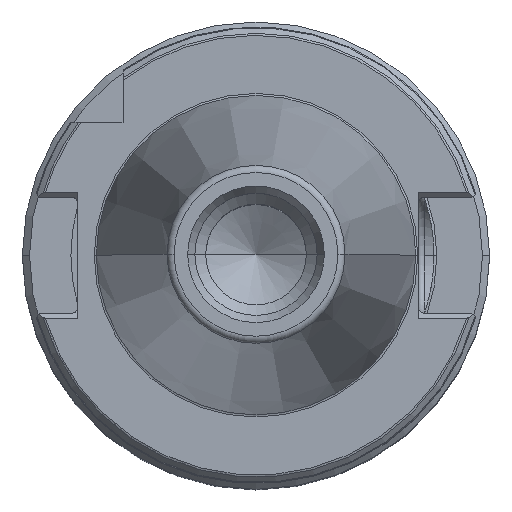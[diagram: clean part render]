
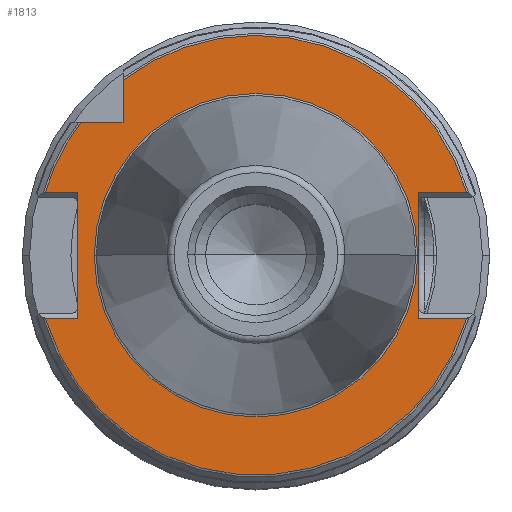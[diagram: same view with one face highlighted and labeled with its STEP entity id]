
A CAD part, top view. The second image highlights one B-rep face of the part: STEP entity #1813.
In plain terms, the highlighted planar face has unit normal (0, 0, 1).
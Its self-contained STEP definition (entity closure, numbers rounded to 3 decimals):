
#11 = ORIENTED_EDGE ( 'NONE', *, *, #1782, .T. ) ;
#19 = DIRECTION ( 'NONE',  ( 0., 0., 1. ) ) ;
#129 = VERTEX_POINT ( 'NONE', #1642 ) ;
#164 = LINE ( 'NONE', #1337, #2680 ) ;
#169 = CARTESIAN_POINT ( 'NONE',  ( 0., 0., -3.2 ) ) ;
#175 = DIRECTION ( 'NONE',  ( -1., 0., 0. ) ) ;
#187 = LINE ( 'NONE', #2357, #3684 ) ;
#191 = ORIENTED_EDGE ( 'NONE', *, *, #3428, .T. ) ;
#227 = ORIENTED_EDGE ( 'NONE', *, *, #689, .T. ) ;
#234 = ORIENTED_EDGE ( 'NONE', *, *, #285, .F. ) ;
#285 = EDGE_CURVE ( 'NONE', #2132, #767, #2557, .T. ) ;
#296 = VERTEX_POINT ( 'NONE', #3362 ) ;
#299 = VERTEX_POINT ( 'NONE', #3084 ) ;
#316 = DIRECTION ( 'NONE',  ( 1., 0., 0. ) ) ;
#332 = CIRCLE ( 'NONE', #1391, 30.584 ) ;
#458 = DIRECTION ( 'NONE',  ( 1., 0., 0. ) ) ;
#465 = CARTESIAN_POINT ( 'NONE',  ( 0., 18.5, -3.2 ) ) ;
#517 = LINE ( 'NONE', #465, #3437 ) ;
#574 = DIRECTION ( 'NONE',  ( 0., 1., 0. ) ) ;
#583 = DIRECTION ( 'NONE',  ( 0., 0., 1. ) ) ;
#615 = AXIS2_PLACEMENT_3D ( 'NONE', #2922, #1179, #3204 ) ;
#689 = EDGE_CURVE ( 'NONE', #961, #2940, #3615, .T. ) ;
#692 = VERTEX_POINT ( 'NONE', #2533 ) ;
#733 = VECTOR ( 'NONE', #1318, 1000. ) ;
#767 = VERTEX_POINT ( 'NONE', #2463 ) ;
#782 = DIRECTION ( 'NONE',  ( -1., 0., 0. ) ) ;
#812 = EDGE_CURVE ( 'NONE', #299, #3246, #2309, .T. ) ;
#844 = AXIS2_PLACEMENT_3D ( 'NONE', #169, #2202, #458 ) ;
#846 = CARTESIAN_POINT ( 'NONE',  ( -18.5, 18.5, -3.2 ) ) ;
#876 = ORIENTED_EDGE ( 'NONE', *, *, #1853, .T. ) ;
#886 = PLANE ( 'NONE',  #1594 ) ;
#932 = EDGE_CURVE ( 'NONE', #2899, #692, #1357, .T. ) ;
#950 = CARTESIAN_POINT ( 'NONE',  ( -29.306, 8.75, -3.2 ) ) ;
#961 = VERTEX_POINT ( 'NONE', #2703 ) ;
#1110 = DIRECTION ( 'NONE',  ( 0., 0., 1. ) ) ;
#1132 = CARTESIAN_POINT ( 'NONE',  ( 29.306, -8.75, -3.2 ) ) ;
#1137 = CARTESIAN_POINT ( 'NONE',  ( -24.8, -8.05, -3.2 ) ) ;
#1172 = ORIENTED_EDGE ( 'NONE', *, *, #812, .F. ) ;
#1179 = DIRECTION ( 'NONE',  ( 0., 0., 1. ) ) ;
#1216 = VECTOR ( 'NONE', #1364, 1000. ) ;
#1318 = DIRECTION ( 'NONE',  ( -1., 0., 0. ) ) ;
#1337 = CARTESIAN_POINT ( 'NONE',  ( -18.5, 0., -3.2 ) ) ;
#1357 = LINE ( 'NONE', #3401, #2810 ) ;
#1364 = DIRECTION ( 'NONE',  ( 1., 0., 0. ) ) ;
#1391 = AXIS2_PLACEMENT_3D ( 'NONE', #2329, #583, #2629 ) ;
#1450 = CARTESIAN_POINT ( 'NONE',  ( 29.306, 8.75, -3.2 ) ) ;
#1458 = CARTESIAN_POINT ( 'NONE',  ( 22.6, -8.05, -3.2 ) ) ;
#1504 = LINE ( 'NONE', #3051, #733 ) ;
#1528 = ORIENTED_EDGE ( 'NONE', *, *, #2433, .T. ) ;
#1589 = EDGE_CURVE ( 'NONE', #2132, #296, #1504, .T. ) ;
#1594 = AXIS2_PLACEMENT_3D ( 'NONE', #3218, #19, #2047 ) ;
#1642 = CARTESIAN_POINT ( 'NONE',  ( -24.355, 18.5, -3.2 ) ) ;
#1648 = FACE_OUTER_BOUND ( 'NONE', #2982, .T. ) ;
#1658 = ORIENTED_EDGE ( 'NONE', *, *, #2574, .T. ) ;
#1684 = VECTOR ( 'NONE', #3642, 1000. ) ;
#1685 = DIRECTION ( 'NONE',  ( 0., 0., 1. ) ) ;
#1782 = EDGE_CURVE ( 'NONE', #296, #2899, #2519, .T. ) ;
#1812 = ORIENTED_EDGE ( 'NONE', *, *, #1589, .T. ) ;
#1813 = ADVANCED_FACE ( 'NONE', ( #1648, #3108 ), #886, .T. ) ;
#1838 = CARTESIAN_POINT ( 'NONE',  ( -18.5, 24.355, -3.2 ) ) ;
#1853 = EDGE_CURVE ( 'NONE', #2278, #767, #187, .T. ) ;
#1917 = DIRECTION ( 'NONE',  ( 0., -1., 0. ) ) ;
#2034 = AXIS2_PLACEMENT_3D ( 'NONE', #2847, #1110, #3138 ) ;
#2047 = DIRECTION ( 'NONE',  ( 1., 0., 0. ) ) ;
#2124 = EDGE_CURVE ( 'NONE', #692, #961, #3152, .T. ) ;
#2132 = VERTEX_POINT ( 'NONE', #2631 ) ;
#2202 = DIRECTION ( 'NONE',  ( 0., 0., 1. ) ) ;
#2214 = CIRCLE ( 'NONE', #3689, 22.5 ) ;
#2278 = VERTEX_POINT ( 'NONE', #950 ) ;
#2296 = CARTESIAN_POINT ( 'NONE',  ( 22.5, 0., -3.2 ) ) ;
#2309 = CIRCLE ( 'NONE', #844, 22.5 ) ;
#2329 = CARTESIAN_POINT ( 'NONE',  ( 0., 0., -3.2 ) ) ;
#2357 = CARTESIAN_POINT ( 'NONE',  ( -24.8, 8.75, -3.2 ) ) ;
#2433 = EDGE_CURVE ( 'NONE', #2940, #3762, #3701, .T. ) ;
#2463 = CARTESIAN_POINT ( 'NONE',  ( -24.8, 8.75, -3.2 ) ) ;
#2504 = VERTEX_POINT ( 'NONE', #846 ) ;
#2519 = CIRCLE ( 'NONE', #615, 30.584 ) ;
#2533 = CARTESIAN_POINT ( 'NONE',  ( 22.6, -8.75, -3.2 ) ) ;
#2557 = LINE ( 'NONE', #1137, #1684 ) ;
#2574 = EDGE_CURVE ( 'NONE', #129, #2278, #332, .T. ) ;
#2629 = DIRECTION ( 'NONE',  ( 1., 0., 0. ) ) ;
#2631 = CARTESIAN_POINT ( 'NONE',  ( -24.8, -8.75, -3.2 ) ) ;
#2680 = VECTOR ( 'NONE', #1917, 1000. ) ;
#2703 = CARTESIAN_POINT ( 'NONE',  ( 22.6, 8.75, -3.2 ) ) ;
#2779 = ORIENTED_EDGE ( 'NONE', *, *, #932, .T. ) ;
#2810 = VECTOR ( 'NONE', #782, 1000. ) ;
#2847 = CARTESIAN_POINT ( 'NONE',  ( 0., 0., -3.2 ) ) ;
#2899 = VERTEX_POINT ( 'NONE', #1132 ) ;
#2922 = CARTESIAN_POINT ( 'NONE',  ( 0., 0., -3.2 ) ) ;
#2938 = EDGE_LOOP ( 'NONE', ( #3341, #1172 ) ) ;
#2940 = VERTEX_POINT ( 'NONE', #1450 ) ;
#2982 = EDGE_LOOP ( 'NONE', ( #3586, #1658, #876, #234, #1812, #11, #2779, #3654, #227, #1528, #191 ) ) ;
#3051 = CARTESIAN_POINT ( 'NONE',  ( -29.506, -8.75, -3.2 ) ) ;
#3056 = VECTOR ( 'NONE', #574, 1000. ) ;
#3084 = CARTESIAN_POINT ( 'NONE',  ( -22.5, 0., -3.2 ) ) ;
#3105 = EDGE_CURVE ( 'NONE', #2504, #129, #517, .T. ) ;
#3108 = FACE_BOUND ( 'NONE', #2938, .T. ) ;
#3138 = DIRECTION ( 'NONE',  ( 1., 0., 0. ) ) ;
#3152 = LINE ( 'NONE', #1458, #3056 ) ;
#3204 = DIRECTION ( 'NONE',  ( 1., 0., 0. ) ) ;
#3218 = CARTESIAN_POINT ( 'NONE',  ( 0., 0., -3.2 ) ) ;
#3246 = VERTEX_POINT ( 'NONE', #2296 ) ;
#3341 = ORIENTED_EDGE ( 'NONE', *, *, #3541, .F. ) ;
#3362 = CARTESIAN_POINT ( 'NONE',  ( -29.306, -8.75, -3.2 ) ) ;
#3401 = CARTESIAN_POINT ( 'NONE',  ( 0., -8.75, -3.2 ) ) ;
#3421 = CARTESIAN_POINT ( 'NONE',  ( 0., 0., -3.2 ) ) ;
#3428 = EDGE_CURVE ( 'NONE', #3762, #2504, #164, .T. ) ;
#3437 = VECTOR ( 'NONE', #175, 1000. ) ;
#3541 = EDGE_CURVE ( 'NONE', #3246, #299, #2214, .T. ) ;
#3586 = ORIENTED_EDGE ( 'NONE', *, *, #3105, .T. ) ;
#3615 = LINE ( 'NONE', #3669, #1216 ) ;
#3642 = DIRECTION ( 'NONE',  ( 0., 1., 0. ) ) ;
#3654 = ORIENTED_EDGE ( 'NONE', *, *, #2124, .T. ) ;
#3669 = CARTESIAN_POINT ( 'NONE',  ( 0., 8.75, -3.2 ) ) ;
#3684 = VECTOR ( 'NONE', #316, 1000. ) ;
#3689 = AXIS2_PLACEMENT_3D ( 'NONE', #3421, #1685, #3705 ) ;
#3701 = CIRCLE ( 'NONE', #2034, 30.584 ) ;
#3705 = DIRECTION ( 'NONE',  ( 1., 0., 0. ) ) ;
#3762 = VERTEX_POINT ( 'NONE', #1838 ) ;
